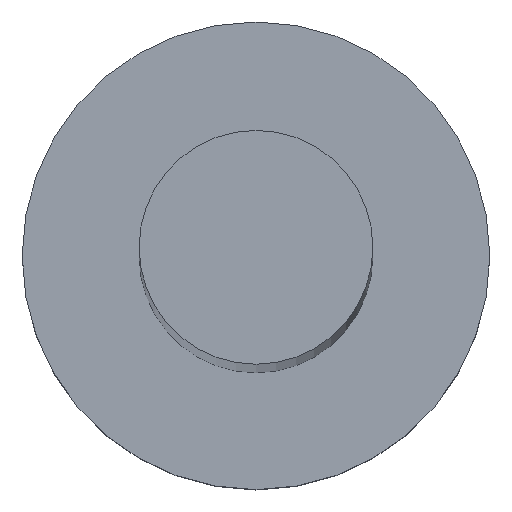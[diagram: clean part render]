
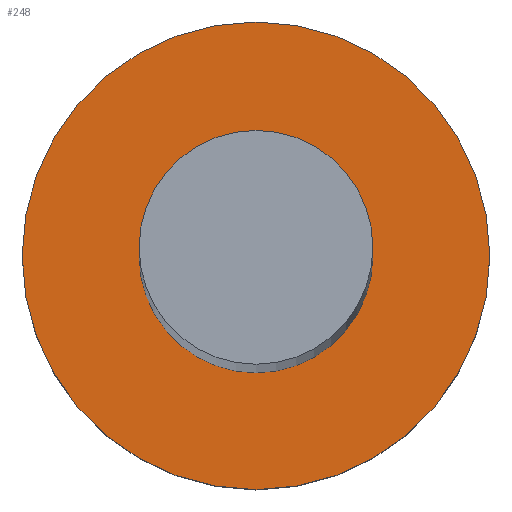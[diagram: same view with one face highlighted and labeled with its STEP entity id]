
A CAD part, top view. The second image highlights one B-rep face of the part: STEP entity #248.
In plain terms, the highlighted planar face has unit normal (0, 0, 1).
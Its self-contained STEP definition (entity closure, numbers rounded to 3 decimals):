
#1 = DIRECTION ( 'NONE',  ( 0., 0., 1. ) ) ;
#10 = AXIS2_PLACEMENT_3D ( 'NONE', #173, #134, #77 ) ;
#27 = AXIS2_PLACEMENT_3D ( 'NONE', #209, #1, #94 ) ;
#35 = ORIENTED_EDGE ( 'NONE', *, *, #139, .F. ) ;
#43 = EDGE_CURVE ( 'NONE', #55, #131, #98, .T. ) ;
#51 = DIRECTION ( 'NONE',  ( 1., 0., 0. ) ) ;
#52 = AXIS2_PLACEMENT_3D ( 'NONE', #130, #218, #119 ) ;
#55 = VERTEX_POINT ( 'NONE', #188 ) ;
#64 = EDGE_LOOP ( 'NONE', ( #35, #231 ) ) ;
#72 = CARTESIAN_POINT ( 'NONE',  ( 6., 0., 5. ) ) ;
#77 = DIRECTION ( 'NONE',  ( 1., 0., 0. ) ) ;
#88 = CARTESIAN_POINT ( 'NONE',  ( -6., 0., 5. ) ) ;
#92 = ORIENTED_EDGE ( 'NONE', *, *, #105, .T. ) ;
#94 = DIRECTION ( 'NONE',  ( 1., 0., 0. ) ) ;
#97 = CARTESIAN_POINT ( 'NONE',  ( -3., 0., 5. ) ) ;
#98 = CIRCLE ( 'NONE', #238, 3. ) ;
#99 = DIRECTION ( 'NONE',  ( 0., 0., 1. ) ) ;
#105 = EDGE_CURVE ( 'NONE', #253, #250, #223, .T. ) ;
#107 = PLANE ( 'NONE',  #118 ) ;
#118 = AXIS2_PLACEMENT_3D ( 'NONE', #125, #163, #244 ) ;
#119 = DIRECTION ( 'NONE',  ( 1., 0., 0. ) ) ;
#124 = CIRCLE ( 'NONE', #52, 6. ) ;
#125 = CARTESIAN_POINT ( 'NONE',  ( 0., 0., 5. ) ) ;
#130 = CARTESIAN_POINT ( 'NONE',  ( 0., 0., 5. ) ) ;
#131 = VERTEX_POINT ( 'NONE', #97 ) ;
#134 = DIRECTION ( 'NONE',  ( 0., 0., 1. ) ) ;
#139 = EDGE_CURVE ( 'NONE', #131, #55, #180, .T. ) ;
#163 = DIRECTION ( 'NONE',  ( 0., 0., 1. ) ) ;
#173 = CARTESIAN_POINT ( 'NONE',  ( 0., 0., 5. ) ) ;
#180 = CIRCLE ( 'NONE', #27, 3. ) ;
#183 = FACE_OUTER_BOUND ( 'NONE', #234, .T. ) ;
#188 = CARTESIAN_POINT ( 'NONE',  ( 3., 0., 5. ) ) ;
#189 = CARTESIAN_POINT ( 'NONE',  ( 0., 0., 5. ) ) ;
#204 = FACE_BOUND ( 'NONE', #64, .T. ) ;
#209 = CARTESIAN_POINT ( 'NONE',  ( 0., 0., 5. ) ) ;
#218 = DIRECTION ( 'NONE',  ( 0., 0., 1. ) ) ;
#222 = EDGE_CURVE ( 'NONE', #250, #253, #124, .T. ) ;
#223 = CIRCLE ( 'NONE', #10, 6. ) ;
#231 = ORIENTED_EDGE ( 'NONE', *, *, #43, .F. ) ;
#234 = EDGE_LOOP ( 'NONE', ( #236, #92 ) ) ;
#236 = ORIENTED_EDGE ( 'NONE', *, *, #222, .T. ) ;
#238 = AXIS2_PLACEMENT_3D ( 'NONE', #189, #99, #51 ) ;
#244 = DIRECTION ( 'NONE',  ( 1., 0., 0. ) ) ;
#248 = ADVANCED_FACE ( 'NONE', ( #204, #183 ), #107, .T. ) ;
#250 = VERTEX_POINT ( 'NONE', #88 ) ;
#253 = VERTEX_POINT ( 'NONE', #72 ) ;
